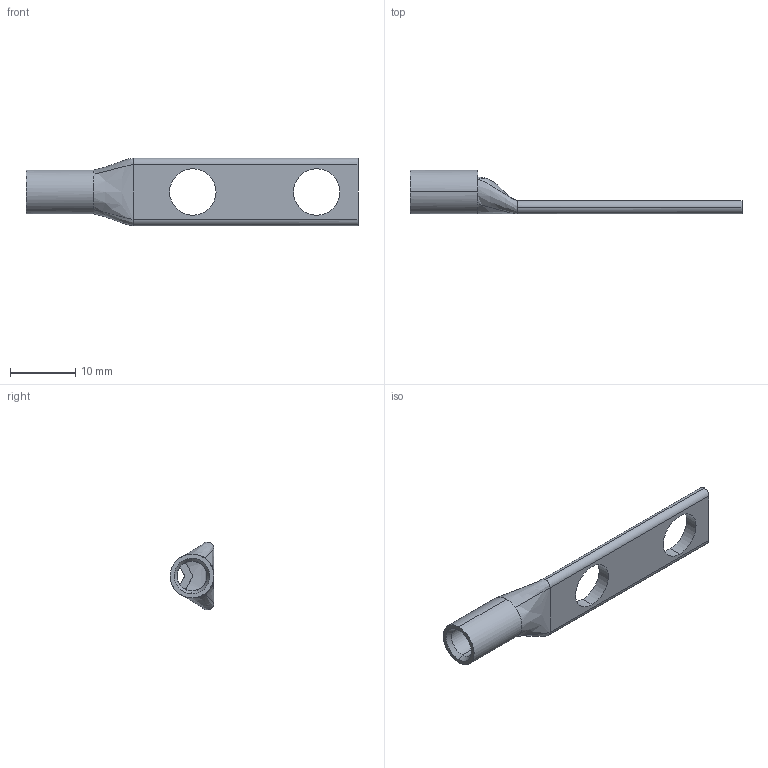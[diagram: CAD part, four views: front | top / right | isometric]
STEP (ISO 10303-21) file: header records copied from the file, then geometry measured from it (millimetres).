
FILE_DESCRIPTION (( 'STEP AP203' ), '1' );
FILE_NAME ('BLU-8D-2TC14E2-1.STEP', '2024-09-09T18:25:34', ( '' ), ( '' ), 'SwSTEP 2.0', 'SolidWorks 2023', '' );
FILE_SCHEMA (( 'CONFIG_CONTROL_DESIGN' ));
Length unit declared in the file: inch
Products named in the file (1): BLU-8D-2TC14E2-1
Bounding box: 51.05 x 6.73 x 10.41 mm (x, y, z)
Volume: 846.6 mm3; surface area: 1390.3 mm2
Topology: 1 solids, 1 shells, 42 faces, 112 edges, 71 vertices
Faces by surface type: bspline 16, cylinder 13, plane 11, cone 2
Entity records: 1968 total; most frequent: CARTESIAN_POINT 978, ORIENTED_EDGE 224, DIRECTION 134, EDGE_CURVE 112, VERTEX_POINT 71, B_SPLINE_CURVE_WITH_KNOTS 55, AXIS2_PLACEMENT_3D 50, EDGE_LOOP 47
